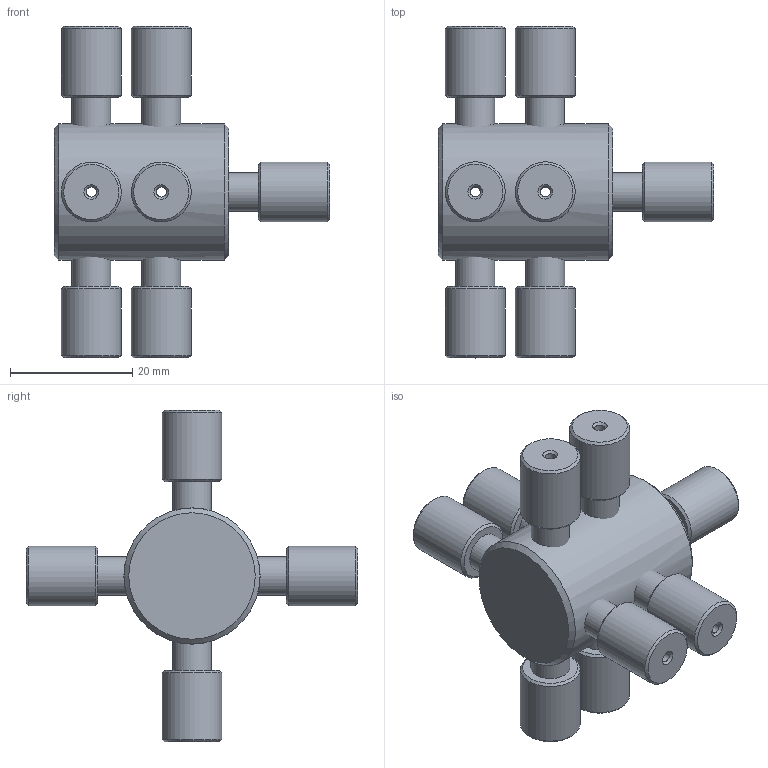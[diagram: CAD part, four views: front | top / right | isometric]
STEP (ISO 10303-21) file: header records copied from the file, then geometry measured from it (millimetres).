
FILE_DESCRIPTION((''),'2;1');
FILE_NAME('305264-C9M1PK Low pressure manifold 9 port.stp','2013-08-19T17:28:23',('Franzp'),(''),'Autodesk Inventor 2013','Autodesk Inventor 2013','');
FILE_SCHEMA(('AUTOMOTIVE_DESIGN { 1 0 10303 214 1 1 1 1 }'));
Length unit declared in the file: millimetre
Products named in the file (1): 305264_Shrinkwrap_1
Bounding box: 45.08 x 54.21 x 54.21 mm (x, y, z)
Surface area: 8979.4 mm2 (no closed solid volume)
Topology: 0 solids, 10 shells, 77 faces, 161 edges, 102 vertices
Faces by surface type: cone 29, cylinder 28, plane 20
Full cylindrical faces by diameter (mm): 1.65 x9, 6.35 x9, 9.78 x9, 22.225 x1
Entity records: 2179 total; most frequent: CARTESIAN_POINT 562, DIRECTION 328, ORIENTED_EDGE 169, AXIS2_PLACEMENT_3D 164, EDGE_LOOP 161, VERTEX_POINT 102, EDGE_CURVE 102, CIRCLE 86
